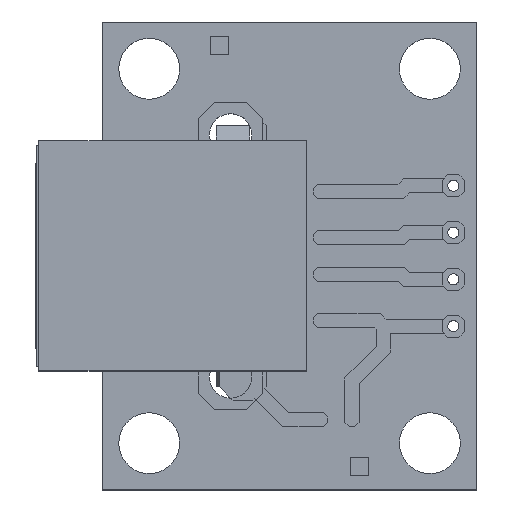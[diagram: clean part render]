
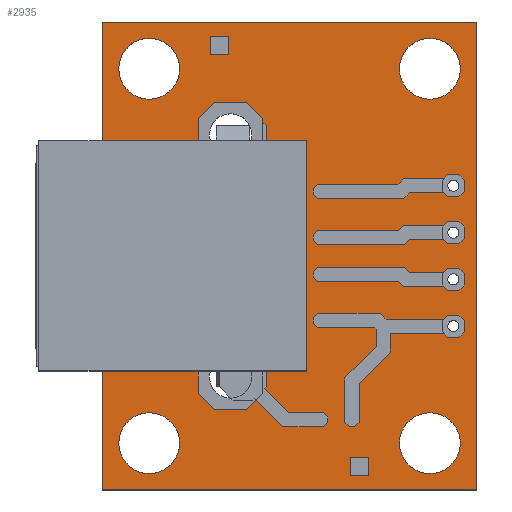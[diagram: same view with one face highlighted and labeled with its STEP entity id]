
A CAD part, top view. The second image highlights one B-rep face of the part: STEP entity #2935.
In plain terms, the highlighted planar face has unit normal (0, 0, 1).
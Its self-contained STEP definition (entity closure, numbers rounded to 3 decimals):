
#2098=DIRECTION('',(0.,0.,1.6));
#2100=DIRECTION('',(1.15,0.,0.));
#2101=CARTESIAN_POINT('',(6.96,19.27,0.8));
#2102=AXIS2_PLACEMENT_3D('',#2101,#2098,#2100);
#2103=CIRCLE('',#2102,1.15);
#2107=CARTESIAN_POINT('',(8.11,19.27,0.8));
#2108=VERTEX_POINT('',#2107);
#2109=CARTESIAN_POINT('',(5.81,19.27,0.8));
#2110=VERTEX_POINT('',#2109);
#2115=EDGE_CURVE('',#2108,#2110,#2103,.T.);
#2117=ORIENTED_EDGE('',*,*,#2115,.F.);
#2118=EDGE_CURVE('',#2110,#2108,#2103,.T.);
#2120=ORIENTED_EDGE('',*,*,#2118,.F.);
#2121=EDGE_LOOP('',(#2117,#2120));
#2122=FACE_BOUND('',#2121,.T.);
#2149=DIRECTION('',(0.,0.,1.6));
#2151=DIRECTION('',(1.15,0.,0.));
#2152=CARTESIAN_POINT('',(6.96,6.13,0.8));
#2153=AXIS2_PLACEMENT_3D('',#2152,#2149,#2151);
#2154=CIRCLE('',#2153,1.15);
#2158=CARTESIAN_POINT('',(8.11,6.13,0.8));
#2159=VERTEX_POINT('',#2158);
#2160=CARTESIAN_POINT('',(5.81,6.13,0.8));
#2161=VERTEX_POINT('',#2160);
#2166=EDGE_CURVE('',#2159,#2161,#2154,.T.);
#2168=ORIENTED_EDGE('',*,*,#2166,.F.);
#2169=EDGE_CURVE('',#2161,#2159,#2154,.T.);
#2171=ORIENTED_EDGE('',*,*,#2169,.F.);
#2172=EDGE_LOOP('',(#2168,#2171));
#2173=FACE_BOUND('',#2172,.T.);
#2200=DIRECTION('',(0.,0.,1.6));
#2202=DIRECTION('',(0.5,0.,0.));
#2203=CARTESIAN_POINT('',(9.67,16.2,0.8));
#2204=AXIS2_PLACEMENT_3D('',#2203,#2200,#2202);
#2205=CIRCLE('',#2204,0.5);
#2209=CARTESIAN_POINT('',(10.17,16.2,0.8));
#2210=VERTEX_POINT('',#2209);
#2211=CARTESIAN_POINT('',(9.17,16.2,0.8));
#2212=VERTEX_POINT('',#2211);
#2217=EDGE_CURVE('',#2210,#2212,#2205,.T.);
#2219=ORIENTED_EDGE('',*,*,#2217,.F.);
#2220=EDGE_CURVE('',#2212,#2210,#2205,.T.);
#2222=ORIENTED_EDGE('',*,*,#2220,.F.);
#2223=EDGE_LOOP('',(#2219,#2222));
#2224=FACE_BOUND('',#2223,.T.);
#2251=DIRECTION('',(0.,0.,1.6));
#2253=DIRECTION('',(0.5,0.,0.));
#2254=CARTESIAN_POINT('',(9.67,13.7,0.8));
#2255=AXIS2_PLACEMENT_3D('',#2254,#2251,#2253);
#2256=CIRCLE('',#2255,0.5);
#2260=CARTESIAN_POINT('',(10.17,13.7,0.8));
#2261=VERTEX_POINT('',#2260);
#2262=CARTESIAN_POINT('',(9.17,13.7,0.8));
#2263=VERTEX_POINT('',#2262);
#2268=EDGE_CURVE('',#2261,#2263,#2256,.T.);
#2270=ORIENTED_EDGE('',*,*,#2268,.F.);
#2271=EDGE_CURVE('',#2263,#2261,#2256,.T.);
#2273=ORIENTED_EDGE('',*,*,#2271,.F.);
#2274=EDGE_LOOP('',(#2270,#2273));
#2275=FACE_BOUND('',#2274,.T.);
#2302=DIRECTION('',(0.,0.,1.6));
#2304=DIRECTION('',(0.5,0.,0.));
#2305=CARTESIAN_POINT('',(9.67,11.7,0.8));
#2306=AXIS2_PLACEMENT_3D('',#2305,#2302,#2304);
#2307=CIRCLE('',#2306,0.5);
#2311=CARTESIAN_POINT('',(10.17,11.7,0.8));
#2312=VERTEX_POINT('',#2311);
#2313=CARTESIAN_POINT('',(9.17,11.7,0.8));
#2314=VERTEX_POINT('',#2313);
#2319=EDGE_CURVE('',#2312,#2314,#2307,.T.);
#2321=ORIENTED_EDGE('',*,*,#2319,.F.);
#2322=EDGE_CURVE('',#2314,#2312,#2307,.T.);
#2324=ORIENTED_EDGE('',*,*,#2322,.F.);
#2325=EDGE_LOOP('',(#2321,#2324));
#2326=FACE_BOUND('',#2325,.T.);
#2353=DIRECTION('',(0.,0.,1.6));
#2355=DIRECTION('',(0.5,0.,0.));
#2356=CARTESIAN_POINT('',(9.67,9.2,0.8));
#2357=AXIS2_PLACEMENT_3D('',#2356,#2353,#2355);
#2358=CIRCLE('',#2357,0.5);
#2362=CARTESIAN_POINT('',(10.17,9.2,0.8));
#2363=VERTEX_POINT('',#2362);
#2364=CARTESIAN_POINT('',(9.17,9.2,0.8));
#2365=VERTEX_POINT('',#2364);
#2370=EDGE_CURVE('',#2363,#2365,#2358,.T.);
#2372=ORIENTED_EDGE('',*,*,#2370,.F.);
#2373=EDGE_CURVE('',#2365,#2363,#2358,.T.);
#2375=ORIENTED_EDGE('',*,*,#2373,.F.);
#2376=EDGE_LOOP('',(#2372,#2375));
#2377=FACE_BOUND('',#2376,.T.);
#2404=DIRECTION('',(0.,0.,1.6));
#2406=DIRECTION('',(1.651,0.,0.));
#2407=CARTESIAN_POINT('',(2.54,22.86,0.8));
#2408=AXIS2_PLACEMENT_3D('',#2407,#2404,#2406);
#2409=CIRCLE('',#2408,1.651);
#2413=CARTESIAN_POINT('',(4.191,22.86,0.8));
#2414=VERTEX_POINT('',#2413);
#2415=CARTESIAN_POINT('',(0.889,22.86,0.8));
#2416=VERTEX_POINT('',#2415);
#2421=EDGE_CURVE('',#2414,#2416,#2409,.T.);
#2423=ORIENTED_EDGE('',*,*,#2421,.F.);
#2424=EDGE_CURVE('',#2416,#2414,#2409,.T.);
#2426=ORIENTED_EDGE('',*,*,#2424,.F.);
#2427=EDGE_LOOP('',(#2423,#2426));
#2428=FACE_BOUND('',#2427,.T.);
#2455=DIRECTION('',(0.,0.,1.6));
#2457=DIRECTION('',(1.651,0.,0.));
#2458=CARTESIAN_POINT('',(2.54,2.54,0.8));
#2459=AXIS2_PLACEMENT_3D('',#2458,#2455,#2457);
#2460=CIRCLE('',#2459,1.651);
#2464=CARTESIAN_POINT('',(4.191,2.54,0.8));
#2465=VERTEX_POINT('',#2464);
#2466=CARTESIAN_POINT('',(0.889,2.54,0.8));
#2467=VERTEX_POINT('',#2466);
#2472=EDGE_CURVE('',#2465,#2467,#2460,.T.);
#2474=ORIENTED_EDGE('',*,*,#2472,.F.);
#2475=EDGE_CURVE('',#2467,#2465,#2460,.T.);
#2477=ORIENTED_EDGE('',*,*,#2475,.F.);
#2478=EDGE_LOOP('',(#2474,#2477));
#2479=FACE_BOUND('',#2478,.T.);
#2506=DIRECTION('',(0.,0.,1.6));
#2508=DIRECTION('',(1.651,0.,0.));
#2509=CARTESIAN_POINT('',(17.78,22.86,0.8));
#2510=AXIS2_PLACEMENT_3D('',#2509,#2506,#2508);
#2511=CIRCLE('',#2510,1.651);
#2515=CARTESIAN_POINT('',(19.431,22.86,0.8));
#2516=VERTEX_POINT('',#2515);
#2517=CARTESIAN_POINT('',(16.129,22.86,0.8));
#2518=VERTEX_POINT('',#2517);
#2523=EDGE_CURVE('',#2516,#2518,#2511,.T.);
#2525=ORIENTED_EDGE('',*,*,#2523,.F.);
#2526=EDGE_CURVE('',#2518,#2516,#2511,.T.);
#2528=ORIENTED_EDGE('',*,*,#2526,.F.);
#2529=EDGE_LOOP('',(#2525,#2528));
#2530=FACE_BOUND('',#2529,.T.);
#2557=DIRECTION('',(0.,0.,1.6));
#2559=DIRECTION('',(1.651,0.,0.));
#2560=CARTESIAN_POINT('',(17.78,2.54,0.8));
#2561=AXIS2_PLACEMENT_3D('',#2560,#2557,#2559);
#2562=CIRCLE('',#2561,1.651);
#2566=CARTESIAN_POINT('',(19.431,2.54,0.8));
#2567=VERTEX_POINT('',#2566);
#2568=CARTESIAN_POINT('',(16.129,2.54,0.8));
#2569=VERTEX_POINT('',#2568);
#2574=EDGE_CURVE('',#2567,#2569,#2562,.T.);
#2576=ORIENTED_EDGE('',*,*,#2574,.F.);
#2577=EDGE_CURVE('',#2569,#2567,#2562,.T.);
#2579=ORIENTED_EDGE('',*,*,#2577,.F.);
#2580=EDGE_LOOP('',(#2576,#2579));
#2581=FACE_BOUND('',#2580,.T.);
#2608=DIRECTION('',(0.,0.,1.6));
#2610=DIRECTION('',(0.3,0.,0.));
#2611=CARTESIAN_POINT('',(19.05,11.43,0.8));
#2612=AXIS2_PLACEMENT_3D('',#2611,#2608,#2610);
#2613=CIRCLE('',#2612,0.3);
#2617=CARTESIAN_POINT('',(19.35,11.43,0.8));
#2618=VERTEX_POINT('',#2617);
#2619=CARTESIAN_POINT('',(18.75,11.43,0.8));
#2620=VERTEX_POINT('',#2619);
#2625=EDGE_CURVE('',#2618,#2620,#2613,.T.);
#2627=ORIENTED_EDGE('',*,*,#2625,.F.);
#2628=EDGE_CURVE('',#2620,#2618,#2613,.T.);
#2630=ORIENTED_EDGE('',*,*,#2628,.F.);
#2631=EDGE_LOOP('',(#2627,#2630));
#2632=FACE_BOUND('',#2631,.T.);
#2659=DIRECTION('',(0.,0.,1.6));
#2661=DIRECTION('',(0.3,0.,0.));
#2662=CARTESIAN_POINT('',(19.05,13.97,0.8));
#2663=AXIS2_PLACEMENT_3D('',#2662,#2659,#2661);
#2664=CIRCLE('',#2663,0.3);
#2668=CARTESIAN_POINT('',(19.35,13.97,0.8));
#2669=VERTEX_POINT('',#2668);
#2670=CARTESIAN_POINT('',(18.75,13.97,0.8));
#2671=VERTEX_POINT('',#2670);
#2676=EDGE_CURVE('',#2669,#2671,#2664,.T.);
#2678=ORIENTED_EDGE('',*,*,#2676,.F.);
#2679=EDGE_CURVE('',#2671,#2669,#2664,.T.);
#2681=ORIENTED_EDGE('',*,*,#2679,.F.);
#2682=EDGE_LOOP('',(#2678,#2681));
#2683=FACE_BOUND('',#2682,.T.);
#2710=DIRECTION('',(0.,0.,1.6));
#2712=DIRECTION('',(0.3,0.,0.));
#2713=CARTESIAN_POINT('',(19.05,16.51,0.8));
#2714=AXIS2_PLACEMENT_3D('',#2713,#2710,#2712);
#2715=CIRCLE('',#2714,0.3);
#2719=CARTESIAN_POINT('',(19.35,16.51,0.8));
#2720=VERTEX_POINT('',#2719);
#2721=CARTESIAN_POINT('',(18.75,16.51,0.8));
#2722=VERTEX_POINT('',#2721);
#2727=EDGE_CURVE('',#2720,#2722,#2715,.T.);
#2729=ORIENTED_EDGE('',*,*,#2727,.F.);
#2730=EDGE_CURVE('',#2722,#2720,#2715,.T.);
#2732=ORIENTED_EDGE('',*,*,#2730,.F.);
#2733=EDGE_LOOP('',(#2729,#2732));
#2734=FACE_BOUND('',#2733,.T.);
#2761=DIRECTION('',(0.,0.,1.6));
#2763=DIRECTION('',(0.3,0.,0.));
#2764=CARTESIAN_POINT('',(19.05,8.89,0.8));
#2765=AXIS2_PLACEMENT_3D('',#2764,#2761,#2763);
#2766=CIRCLE('',#2765,0.3);
#2770=CARTESIAN_POINT('',(19.35,8.89,0.8));
#2771=VERTEX_POINT('',#2770);
#2772=CARTESIAN_POINT('',(18.75,8.89,0.8));
#2773=VERTEX_POINT('',#2772);
#2778=EDGE_CURVE('',#2771,#2773,#2766,.T.);
#2780=ORIENTED_EDGE('',*,*,#2778,.F.);
#2781=EDGE_CURVE('',#2773,#2771,#2766,.T.);
#2783=ORIENTED_EDGE('',*,*,#2781,.F.);
#2784=EDGE_LOOP('',(#2780,#2783));
#2785=FACE_BOUND('',#2784,.T.);
#2814=CARTESIAN_POINT('',(0.,0.,0.8));
#2815=VERTEX_POINT('',#2814);
#2818=CARTESIAN_POINT('',(0.,25.4,0.8));
#2819=VERTEX_POINT('',#2818);
#2822=CARTESIAN_POINT('',(20.32,25.4,0.8));
#2823=VERTEX_POINT('',#2822);
#2826=CARTESIAN_POINT('',(20.32,0.,0.8));
#2827=VERTEX_POINT('',#2826);
#2831=DIRECTION('',(0.,25.4,0.));
#2832=VECTOR('',#2831,1.);
#2833=LINE('',#2814,#2832);
#2837=DIRECTION('',(20.32,0.,0.));
#2838=VECTOR('',#2837,1.);
#2839=LINE('',#2818,#2838);
#2843=DIRECTION('',(0.,-25.4,0.));
#2844=VECTOR('',#2843,1.);
#2845=LINE('',#2822,#2844);
#2849=DIRECTION('',(-20.32,0.,0.));
#2850=VECTOR('',#2849,1.);
#2851=LINE('',#2826,#2850);
#2867=EDGE_CURVE('',#2815,#2819,#2833,.T.);
#2869=ORIENTED_EDGE('',*,*,#2867,.F.);
#2876=EDGE_CURVE('',#2819,#2823,#2839,.T.);
#2878=ORIENTED_EDGE('',*,*,#2876,.F.);
#2885=EDGE_CURVE('',#2823,#2827,#2845,.T.);
#2887=ORIENTED_EDGE('',*,*,#2885,.F.);
#2894=EDGE_CURVE('',#2827,#2815,#2851,.T.);
#2896=ORIENTED_EDGE('',*,*,#2894,.F.);
#2930=EDGE_LOOP('',(#2896,#2887,#2878,#2869));
#2931=FACE_OUTER_BOUND('',#2930,.T.);
#2932=DIRECTION('',(0.,0.,1.));
#2933=AXIS2_PLACEMENT_3D('',#2814,#2932,$);
#2934=PLANE('',#2933);
#2935=ADVANCED_FACE('',(#2122,#2173,#2224,#2275,#2326,#2377,#2428,#2479,#2530,#2581,#2632,#2683,#2734,#2785,#2931),#2934,.T.);
